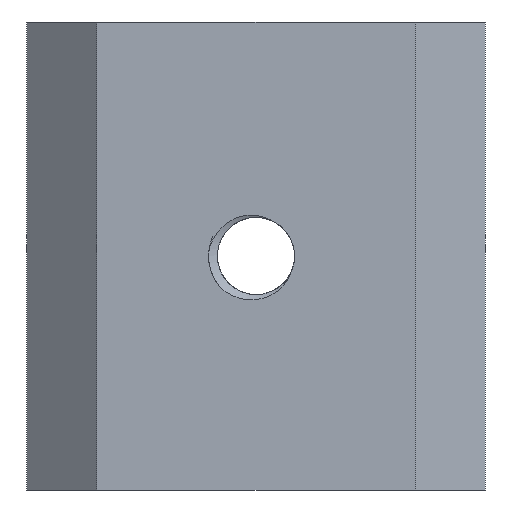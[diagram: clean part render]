
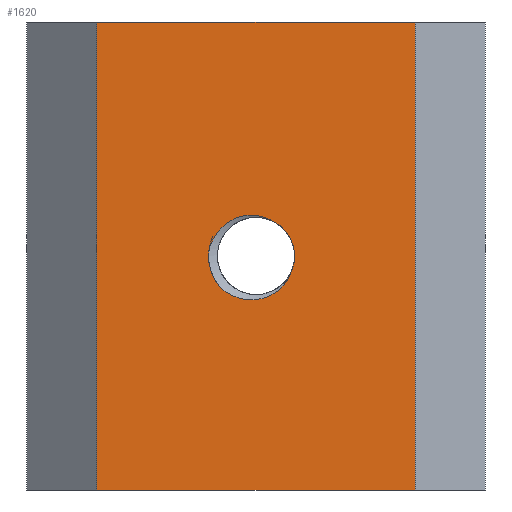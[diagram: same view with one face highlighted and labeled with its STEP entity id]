
A CAD part, front view. The second image highlights one B-rep face of the part: STEP entity #1620.
In plain terms, the highlighted planar face has unit normal (0, -1, 0).
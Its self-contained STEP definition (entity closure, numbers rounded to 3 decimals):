
#10 = DIRECTION ( 'NONE',  ( 1., 0., 0. ) ) ;
#54 = CARTESIAN_POINT ( 'NONE',  ( -1.688, -4.974, -1.133 ) ) ;
#146 = ORIENTED_EDGE ( 'NONE', *, *, #1806, .F. ) ;
#231 = ORIENTED_EDGE ( 'NONE', *, *, #4002, .T. ) ;
#289 = CARTESIAN_POINT ( 'NONE',  ( 1.191, -4.974, -1.253 ) ) ;
#584 = CARTESIAN_POINT ( 'NONE',  ( -1.524, -4.974, -1.34 ) ) ;
#651 = CARTESIAN_POINT ( 'NONE',  ( -1.876, -4.974, -0.784 ) ) ;
#657 = CARTESIAN_POINT ( 'NONE',  ( -0.451, -4.974, 1.736 ) ) ;
#701 = ORIENTED_EDGE ( 'NONE', *, *, #2405, .F. ) ;
#728 = CARTESIAN_POINT ( 'NONE',  ( -1.82, -4.974, -0.905 ) ) ;
#820 = LINE ( 'NONE', #3463, #3842 ) ;
#913 = ORIENTED_EDGE ( 'NONE', *, *, #5427, .F. ) ;
#926 = VERTEX_POINT ( 'NONE', #7076 ) ;
#927 = CARTESIAN_POINT ( 'NONE',  ( -1.03, -4.974, -1.688 ) ) ;
#956 = FACE_BOUND ( 'NONE', #2101, .T. ) ;
#1222 = ORIENTED_EDGE ( 'NONE', *, *, #6149, .F. ) ;
#1337 = CARTESIAN_POINT ( 'NONE',  ( -1.851, -4.974, 0.695 ) ) ;
#1565 = VERTEX_POINT ( 'NONE', #6058 ) ;
#1573 = CARTESIAN_POINT ( 'NONE',  ( -1.524, -4.974, -1.34 ) ) ;
#1620 = ADVANCED_FACE ( 'NONE', ( #6771, #956 ), #6603, .F. ) ;
#1656 = CARTESIAN_POINT ( 'NONE',  ( 0., -4.974, 0. ) ) ;
#1694 = CARTESIAN_POINT ( 'NONE',  ( 1.365, -4.974, -1.003 ) ) ;
#1770 = CARTESIAN_POINT ( 'NONE',  ( -1.992, -4.974, -0.405 ) ) ;
#1806 = EDGE_CURVE ( 'NONE', #6071, #5460, #8237, .T. ) ;
#1893 = CARTESIAN_POINT ( 'NONE',  ( 0.707, -4.974, 1.491 ) ) ;
#1927 = CARTESIAN_POINT ( 'NONE',  ( 0.707, -4.974, 1.491 ) ) ;
#1973 = CARTESIAN_POINT ( 'NONE',  ( -1.518, -4.974, 1.197 ) ) ;
#2101 = EDGE_LOOP ( 'NONE', ( #913, #1222, #146, #7481 ) ) ;
#2281 = CARTESIAN_POINT ( 'NONE',  ( 6.8, -4.974, 10. ) ) ;
#2366 = DIRECTION ( 'NONE',  ( 0., 0., 1. ) ) ;
#2405 = EDGE_CURVE ( 'NONE', #5886, #926, #820, .T. ) ;
#2522 = CARTESIAN_POINT ( 'NONE',  ( -1.778, -4.974, 0.83 ) ) ;
#2643 = CARTESIAN_POINT ( 'NONE',  ( 0., -4.974, -10. ) ) ;
#2864 = VECTOR ( 'NONE', #10, 1000. ) ;
#2885 = DIRECTION ( 'NONE',  ( 0., 1., 0. ) ) ;
#3088 = VERTEX_POINT ( 'NONE', #584 ) ;
#3163 = CARTESIAN_POINT ( 'NONE',  ( 0.578, -4.974, 1.571 ) ) ;
#3243 = LINE ( 'NONE', #2643, #2864 ) ;
#3261 = EDGE_CURVE ( 'NONE', #4650, #5886, #4701, .T. ) ;
#3263 = CARTESIAN_POINT ( 'NONE',  ( 0., -4.974, 10. ) ) ;
#3463 = CARTESIAN_POINT ( 'NONE',  ( 6.8, -4.974, 10. ) ) ;
#3527 = CARTESIAN_POINT ( 'NONE',  ( -0.888, -4.974, -1.752 ) ) ;
#3533 = CARTESIAN_POINT ( 'NONE',  ( -6.8, -4.974, 10. ) ) ;
#3645 = CARTESIAN_POINT ( 'NONE',  ( 0.724, -4.974, -1.638 ) ) ;
#3842 = VECTOR ( 'NONE', #4185, 1000. ) ;
#3891 = CARTESIAN_POINT ( 'NONE',  ( 0.001, -4.974, 1.743 ) ) ;
#3932 = CARTESIAN_POINT ( 'NONE',  ( -1.963, -4.974, 0.418 ) ) ;
#3971 = CARTESIAN_POINT ( 'NONE',  ( -2.002, -4.974, 0.274 ) ) ;
#4002 = EDGE_CURVE ( 'NONE', #4650, #1565, #6234, .T. ) ;
#4063 = DIRECTION ( 'NONE',  ( 0., 1., 0. ) ) ;
#4069 = B_SPLINE_CURVE_WITH_KNOTS ( 'NONE', 3,
 ( #1573, #4325, #4163, #927, #3527, #5596, #6113, #4921, #8174, #3645, #6899, #4285, #289, #1694, #7496, #7417 ),
 .UNSPECIFIED., .F., .F.,
 ( 4, 2, 2, 2, 2, 2, 2, 4 ),
 ( 0., 0., 0.001, 0.002, 0.002, 0.003, 0.003, 0.004 ),
 .UNSPECIFIED. ) ;
#4163 = CARTESIAN_POINT ( 'NONE',  ( -1.29, -4.974, -1.535 ) ) ;
#4185 = DIRECTION ( 'NONE',  ( 0., 0., -1. ) ) ;
#4285 = CARTESIAN_POINT ( 'NONE',  ( 1.089, -4.974, -1.364 ) ) ;
#4325 = CARTESIAN_POINT ( 'NONE',  ( -1.412, -4.974, -1.444 ) ) ;
#4363 = EDGE_LOOP ( 'NONE', ( #7027, #701, #4392, #231 ) ) ;
#4392 = ORIENTED_EDGE ( 'NONE', *, *, #3261, .F. ) ;
#4514 = CARTESIAN_POINT ( 'NONE',  ( -2.028, -4.974, -0.144 ) ) ;
#4574 = VECTOR ( 'NONE', #7283, 1000. ) ;
#4650 = VERTEX_POINT ( 'NONE', #8191 ) ;
#4701 = LINE ( 'NONE', #3263, #4574 ) ;
#4825 = AXIS2_PLACEMENT_3D ( 'NONE', #1656, #2885, #2366 ) ;
#4921 = CARTESIAN_POINT ( 'NONE',  ( 0.303, -4.974, -1.814 ) ) ;
#5151 = CARTESIAN_POINT ( 'NONE',  ( -2.025, -4.974, 0.123 ) ) ;
#5192 = CARTESIAN_POINT ( 'NONE',  ( -1.962, -4.974, -0.533 ) ) ;
#5198 = CARTESIAN_POINT ( 'NONE',  ( 0.15, -4.974, 1.719 ) ) ;
#5427 = EDGE_CURVE ( 'NONE', #3088, #6267, #4069, .T. ) ;
#5437 = EDGE_CURVE ( 'NONE', #6071, #6267, #7387, .T. ) ;
#5460 = VERTEX_POINT ( 'NONE', #6189 ) ;
#5596 = CARTESIAN_POINT ( 'NONE',  ( -0.455, -4.974, -1.884 ) ) ;
#5602 = DIRECTION ( 'NONE',  ( 0., 0., -1. ) ) ;
#5755 = CARTESIAN_POINT ( 'NONE',  ( -1.285, -4.974, 1.401 ) ) ;
#5795 = VECTOR ( 'NONE', #5602, 1000. ) ;
#5886 = VERTEX_POINT ( 'NONE', #2281 ) ;
#6058 = CARTESIAN_POINT ( 'NONE',  ( -6.8, -4.974, -10. ) ) ;
#6071 = VERTEX_POINT ( 'NONE', #1927 ) ;
#6113 = CARTESIAN_POINT ( 'NONE',  ( -0.143, -4.974, -1.901 ) ) ;
#6141 = CARTESIAN_POINT ( 'NONE',  ( 0., -4.974, 10. ) ) ;
#6149 = EDGE_CURVE ( 'NONE', #5460, #3088, #7801, .T. ) ;
#6189 = CARTESIAN_POINT ( 'NONE',  ( -2.025, -4.974, 0.123 ) ) ;
#6192 = EDGE_CURVE ( 'NONE', #1565, #926, #3243, .T. ) ;
#6234 = LINE ( 'NONE', #3533, #5795 ) ;
#6267 = VERTEX_POINT ( 'NONE', #6588 ) ;
#6429 = CARTESIAN_POINT ( 'NONE',  ( -0.886, -4.974, 1.613 ) ) ;
#6513 = CARTESIAN_POINT ( 'NONE',  ( -2.025, -4.974, 0.123 ) ) ;
#6588 = CARTESIAN_POINT ( 'NONE',  ( 1.484, -4.974, -0.721 ) ) ;
#6603 = PLANE ( 'NONE',  #7648 ) ;
#6771 = FACE_OUTER_BOUND ( 'NONE', #4363, .T. ) ;
#6899 = CARTESIAN_POINT ( 'NONE',  ( 0.855, -4.974, -1.557 ) ) ;
#6936 = CARTESIAN_POINT ( 'NONE',  ( -1.612, -4.974, -1.24 ) ) ;
#7027 = ORIENTED_EDGE ( 'NONE', *, *, #6192, .T. ) ;
#7076 = CARTESIAN_POINT ( 'NONE',  ( 6.8, -4.974, -10. ) ) ;
#7096 = CARTESIAN_POINT ( 'NONE',  ( -1.524, -4.974, -1.34 ) ) ;
#7102 = CARTESIAN_POINT ( 'NONE',  ( 0.441, -4.974, 1.632 ) ) ;
#7139 = CARTESIAN_POINT ( 'NONE',  ( -2.033, -4.974, -0.01 ) ) ;
#7185 = CARTESIAN_POINT ( 'NONE',  ( -0.299, -4.974, 1.752 ) ) ;
#7277 = DIRECTION ( 'NONE',  ( 0., 0., 1. ) ) ;
#7283 = DIRECTION ( 'NONE',  ( 1., 0., 0. ) ) ;
#7387 = CIRCLE ( 'NONE', #4825, 1.65 ) ;
#7417 = CARTESIAN_POINT ( 'NONE',  ( 1.484, -4.974, -0.721 ) ) ;
#7481 = ORIENTED_EDGE ( 'NONE', *, *, #5437, .T. ) ;
#7496 = CARTESIAN_POINT ( 'NONE',  ( 1.434, -4.974, -0.866 ) ) ;
#7648 = AXIS2_PLACEMENT_3D ( 'NONE', #6141, #4063, #7277 ) ;
#7778 = CARTESIAN_POINT ( 'NONE',  ( -0.743, -4.974, 1.667 ) ) ;
#7801 = B_SPLINE_CURVE_WITH_KNOTS ( 'NONE', 3,
 ( #5151, #7139, #4514, #1770, #5192, #651, #728, #54, #6936, #7096 ),
 .UNSPECIFIED., .F., .F.,
 ( 4, 2, 2, 2, 4 ),
 ( 0., 0., 0.001, 0.001, 0.002 ),
 .UNSPECIFIED. ) ;
#8174 = CARTESIAN_POINT ( 'NONE',  ( 0.45, -4.974, -1.766 ) ) ;
#8191 = CARTESIAN_POINT ( 'NONE',  ( -6.8, -4.974, 10. ) ) ;
#8237 = B_SPLINE_CURVE_WITH_KNOTS ( 'NONE', 3,
 ( #1893, #3163, #7102, #5198, #3891, #7185, #657, #7778, #6429, #5755, #1973, #2522, #1337, #3932, #3971, #6513 ),
 .UNSPECIFIED., .F., .F.,
 ( 4, 2, 2, 2, 2, 2, 2, 4 ),
 ( 0., 0., 0.001, 0.001, 0.002, 0.003, 0.003, 0.004 ),
 .UNSPECIFIED. ) ;
